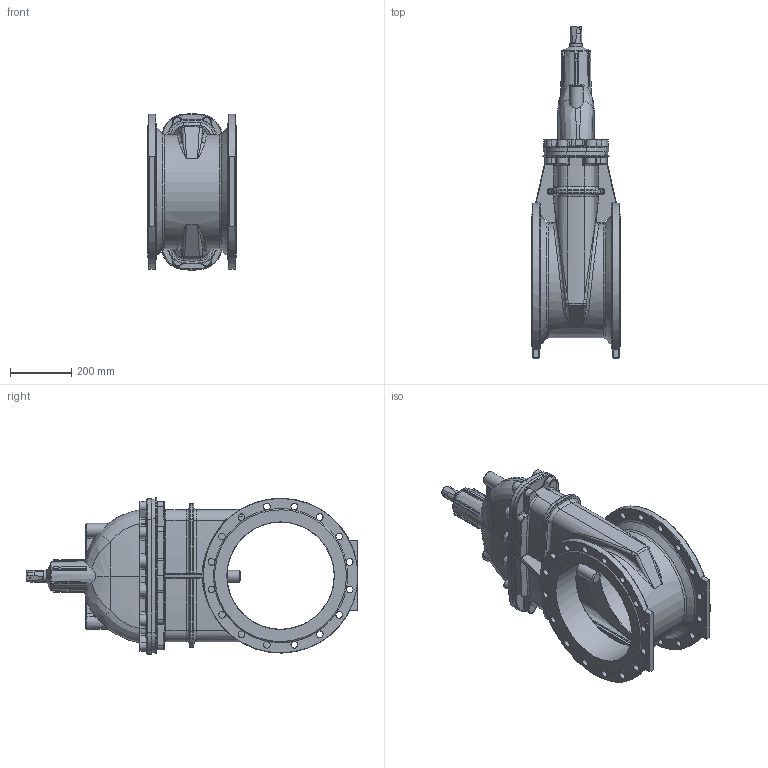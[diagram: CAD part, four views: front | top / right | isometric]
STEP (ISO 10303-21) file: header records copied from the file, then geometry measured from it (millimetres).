
FILE_DESCRIPTION (( 'STEP AP203' ), '1' );
FILE_NAME ('Gate Valve DN 350 Pn 10 .STEP', '2016-12-21T11:59:54', ( '' ), ( '' ), 'SwSTEP 2.0', 'SolidWorks 2015', '' );
FILE_SCHEMA (( 'CONFIG_CONTROL_DESIGN' ));
Length unit declared in the file: millimetre
Products named in the file (1): Gate Valve  DN 350 Pn 10 
Bounding box: 290 x 1083.09 x 509.71 mm (x, y, z)
Surface area: 2250683.3 mm2 (no closed solid volume)
Topology: 0 solids, 6 shells, 758 faces, 2204 edges, 1374 vertices
Faces by surface type: cylinder 246, bspline 182, plane 141, torus 122, cone 59, sphere 8
Full cylindrical faces by diameter (mm): 5 x2, 14 x3, 22 x32, 38 x1, 38.5 x1, 40 x1, 90 x1, 350 x1, 505 x2
Entity records: 41444 total; most frequent: CARTESIAN_POINT 24051, ORIENTED_EDGE 3760, DIRECTION 3173, EDGE_CURVE 2078, AXIS2_PLACEMENT_3D 1349, VERTEX_POINT 1329, EDGE_LOOP 906, FACE_OUTER_BOUND 801
